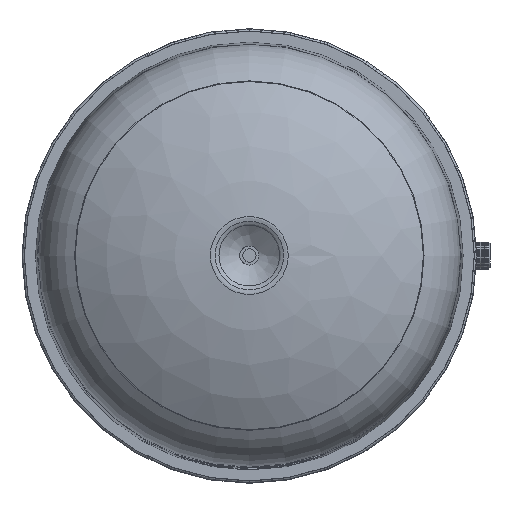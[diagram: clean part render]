
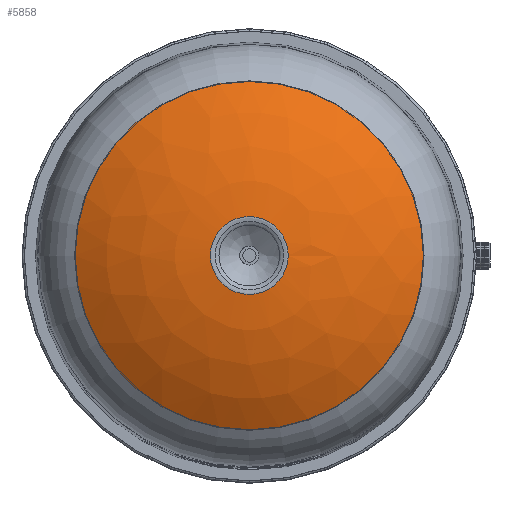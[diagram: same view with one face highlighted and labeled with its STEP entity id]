
A CAD part, top view. The second image highlights one B-rep face of the part: STEP entity #5858.
In plain terms, the highlighted free-form (B-spline) face has degree [2, 2] with [3, 9] control points.
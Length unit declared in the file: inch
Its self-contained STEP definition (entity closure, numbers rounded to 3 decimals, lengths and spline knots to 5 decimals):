
#15=(
BOUNDED_CURVE()
B_SPLINE_CURVE(2,(#8997,#8998,#8999),.UNSPECIFIED.,.F.,.F.)
B_SPLINE_CURVE_WITH_KNOTS((3,3),(1.01627,1.50744),
 .UNSPECIFIED.)
CURVE()
GEOMETRIC_REPRESENTATION_ITEM()
RATIONAL_B_SPLINE_CURVE((1.,0.97,1.))
REPRESENTATION_ITEM('')
);
#493=FACE_OUTER_BOUND('',#858,.T.);
#858=EDGE_LOOP('',(#4119,#4120,#4121,#4122,#4123,#4124));
#2002=CIRCLE('',#6288,1.37264);
#2003=CIRCLE('',#6289,1.37264);
#2004=CIRCLE('',#6290,6.15739);
#2005=CIRCLE('',#6291,6.15739);
#2466=VERTEX_POINT('',#8932);
#2467=VERTEX_POINT('',#8933);
#2468=VERTEX_POINT('',#8993);
#2469=VERTEX_POINT('',#8994);
#3093=EDGE_CURVE('',#2466,#2467,#2002,.T.);
#3094=EDGE_CURVE('',#2467,#2466,#2003,.T.);
#3096=EDGE_CURVE('',#2468,#2469,#2004,.T.);
#3097=EDGE_CURVE('',#2469,#2468,#2005,.T.);
#3098=EDGE_CURVE('',#2469,#2467,#15,.T.);
#4119=ORIENTED_EDGE('',*,*,#3096,.F.);
#4120=ORIENTED_EDGE('',*,*,#3097,.F.);
#4121=ORIENTED_EDGE('',*,*,#3098,.T.);
#4122=ORIENTED_EDGE('',*,*,#3093,.F.);
#4123=ORIENTED_EDGE('',*,*,#3094,.F.);
#4124=ORIENTED_EDGE('',*,*,#3098,.F.);
#5418=(
BOUNDED_SURFACE()
B_SPLINE_SURFACE(2,2,((#8966,#8967,#8968,#8969,#8970,#8971,#8972,#8973,
#8974),(#8975,#8976,#8977,#8978,#8979,#8980,#8981,#8982,#8983),(#8984,#8985,
#8986,#8987,#8988,#8989,#8990,#8991,#8992)),.UNSPECIFIED.,.F.,.T.,.F.)
B_SPLINE_SURFACE_WITH_KNOTS((3,3),(3,2,2,2,3),(-1.50744,-1.01627),
(-3.14159,-1.5708,0.,1.5708,3.14159),
 .UNSPECIFIED.)
GEOMETRIC_REPRESENTATION_ITEM()
RATIONAL_B_SPLINE_SURFACE(((1.,0.707,1.,0.707,1.,
0.707,1.,0.707,1.),(0.97,0.686,
0.97,0.686,0.97,0.686,
0.97,0.686,0.97),(1.,0.707,
1.,0.707,1.,0.707,1.,0.707,1.)))
REPRESENTATION_ITEM('')
SURFACE()
);
#5858=ADVANCED_FACE('',(#493),#5418,.F.);
#6288=AXIS2_PLACEMENT_3D('',#8934,#7139,#7140);
#6289=AXIS2_PLACEMENT_3D('',#8935,#7141,#7142);
#6290=AXIS2_PLACEMENT_3D('',#8995,#7143,#7144);
#6291=AXIS2_PLACEMENT_3D('',#8996,#7145,#7146);
#7139=DIRECTION('center_axis',(0.,0.,1.));
#7140=DIRECTION('ref_axis',(1.,0.,0.));
#7141=DIRECTION('center_axis',(0.,0.,1.));
#7142=DIRECTION('ref_axis',(1.,0.,0.));
#7143=DIRECTION('center_axis',(0.,0.,-1.));
#7144=DIRECTION('ref_axis',(-1.,0.,0.));
#7145=DIRECTION('center_axis',(0.,0.,-1.));
#7146=DIRECTION('ref_axis',(-1.,0.,0.));
#8932=CARTESIAN_POINT('',(1351.12733,118.17403,19.52229));
#8933=CARTESIAN_POINT('',(1353.87262,118.17403,19.52229));
#8934=CARTESIAN_POINT('Origin',(1352.49997,118.17403,19.52229));
#8935=CARTESIAN_POINT('Origin',(1352.49997,118.17403,19.52229));
#8966=CARTESIAN_POINT('Ctrl Pts',(1353.87262,118.17403,19.52229));
#8967=CARTESIAN_POINT('Ctrl Pts',(1353.87262,116.80139,19.52229));
#8968=CARTESIAN_POINT('Ctrl Pts',(1352.49997,116.80139,19.52229));
#8969=CARTESIAN_POINT('Ctrl Pts',(1351.12733,116.80139,19.52229));
#8970=CARTESIAN_POINT('Ctrl Pts',(1351.12733,118.17403,19.52229));
#8971=CARTESIAN_POINT('Ctrl Pts',(1351.12733,119.54668,19.52229));
#8972=CARTESIAN_POINT('Ctrl Pts',(1352.49997,119.54668,19.52229));
#8973=CARTESIAN_POINT('Ctrl Pts',(1353.87262,119.54668,19.52229));
#8974=CARTESIAN_POINT('Ctrl Pts',(1353.87262,118.17403,19.52229));
#8975=CARTESIAN_POINT('Ctrl Pts',(1356.45637,118.17403,19.35837));
#8976=CARTESIAN_POINT('Ctrl Pts',(1356.45637,114.21764,19.35837));
#8977=CARTESIAN_POINT('Ctrl Pts',(1352.49997,114.21764,19.35837));
#8978=CARTESIAN_POINT('Ctrl Pts',(1348.54358,114.21764,19.35837));
#8979=CARTESIAN_POINT('Ctrl Pts',(1348.54358,118.17403,19.35837));
#8980=CARTESIAN_POINT('Ctrl Pts',(1348.54358,122.13043,19.35837));
#8981=CARTESIAN_POINT('Ctrl Pts',(1352.49997,122.13043,19.35837));
#8982=CARTESIAN_POINT('Ctrl Pts',(1356.45637,122.13043,19.35837));
#8983=CARTESIAN_POINT('Ctrl Pts',(1356.45637,118.17403,19.35837));
#8984=CARTESIAN_POINT('Ctrl Pts',(1358.65736,118.17403,17.99518));
#8985=CARTESIAN_POINT('Ctrl Pts',(1358.65736,112.01664,17.99518));
#8986=CARTESIAN_POINT('Ctrl Pts',(1352.49997,112.01664,17.99518));
#8987=CARTESIAN_POINT('Ctrl Pts',(1346.34258,112.01664,17.99518));
#8988=CARTESIAN_POINT('Ctrl Pts',(1346.34258,118.17403,17.99518));
#8989=CARTESIAN_POINT('Ctrl Pts',(1346.34258,124.33142,17.99518));
#8990=CARTESIAN_POINT('Ctrl Pts',(1352.49997,124.33142,17.99518));
#8991=CARTESIAN_POINT('Ctrl Pts',(1358.65736,124.33142,17.99518));
#8992=CARTESIAN_POINT('Ctrl Pts',(1358.65736,118.17403,17.99518));
#8993=CARTESIAN_POINT('',(1346.34258,118.17403,17.99518));
#8994=CARTESIAN_POINT('',(1358.65736,118.17403,17.99518));
#8995=CARTESIAN_POINT('Origin',(1352.49997,118.17403,17.99518));
#8996=CARTESIAN_POINT('Origin',(1352.49997,118.17403,17.99518));
#8997=CARTESIAN_POINT('Ctrl Pts',(1358.65736,118.17403,17.99518));
#8998=CARTESIAN_POINT('Ctrl Pts',(1356.45637,118.17403,19.35837));
#8999=CARTESIAN_POINT('Ctrl Pts',(1353.87262,118.17403,19.52229));
